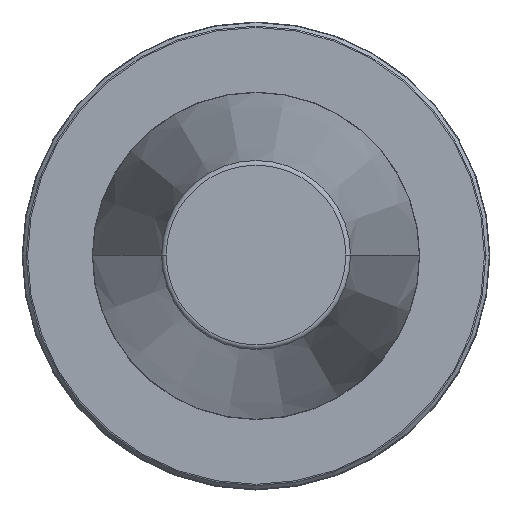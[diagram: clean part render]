
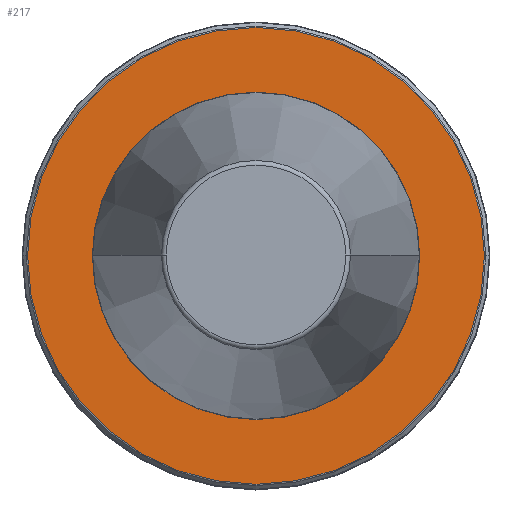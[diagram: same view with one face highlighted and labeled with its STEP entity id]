
A CAD part, top view. The second image highlights one B-rep face of the part: STEP entity #217.
In plain terms, the highlighted planar face has unit normal (0, 0, 1).
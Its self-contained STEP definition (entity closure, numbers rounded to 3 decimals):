
#14 = EDGE_CURVE ( 'NONE', #1889, #1938, #1205, .T. ) ;
#16 = FACE_BOUND ( 'NONE', #625, .T. ) ;
#21 = DIRECTION ( 'NONE',  ( 0., 0., 1. ) ) ;
#39 = PLANE ( 'NONE',  #2213 ) ;
#67 = ORIENTED_EDGE ( 'NONE', *, *, #14, .F. ) ;
#102 = CIRCLE ( 'NONE', #265, 35. ) ;
#127 = DIRECTION ( 'NONE',  ( 1., 0., 0. ) ) ;
#144 = ORIENTED_EDGE ( 'NONE', *, *, #440, .T. ) ;
#167 = CARTESIAN_POINT ( 'NONE',  ( -9.358, -10.978, -4.035 ) ) ;
#178 = FACE_OUTER_BOUND ( 'NONE', #822, .T. ) ;
#181 = EDGE_CURVE ( 'NONE', #939, #1018, #2111, .T. ) ;
#217 = ADVANCED_FACE ( 'NONE', ( #178, #16 ), #39, .T. ) ;
#265 = AXIS2_PLACEMENT_3D ( 'NONE', #2165, #21, #1221 ) ;
#292 = CARTESIAN_POINT ( 'NONE',  ( -44.358, -10.978, -4.035 ) ) ;
#357 = ORIENTED_EDGE ( 'NONE', *, *, #2191, .F. ) ;
#367 = DIRECTION ( 'NONE',  ( 0., 0., 1. ) ) ;
#388 = DIRECTION ( 'NONE',  ( 0., 0., 1. ) ) ;
#421 = CIRCLE ( 'NONE', #2044, 48.834 ) ;
#440 = EDGE_CURVE ( 'NONE', #1018, #939, #421, .T. ) ;
#548 = CARTESIAN_POINT ( 'NONE',  ( -44.358, -10.978, -4.035 ) ) ;
#625 = EDGE_LOOP ( 'NONE', ( #357, #67 ) ) ;
#627 = ORIENTED_EDGE ( 'NONE', *, *, #181, .T. ) ;
#822 = EDGE_LOOP ( 'NONE', ( #627, #144 ) ) ;
#939 = VERTEX_POINT ( 'NONE', #1613 ) ;
#1018 = VERTEX_POINT ( 'NONE', #1777 ) ;
#1146 = CARTESIAN_POINT ( 'NONE',  ( -44.358, -10.978, -4.035 ) ) ;
#1205 = CIRCLE ( 'NONE', #1725, 35. ) ;
#1221 = DIRECTION ( 'NONE',  ( 1., 0., 0. ) ) ;
#1367 = DIRECTION ( 'NONE',  ( 1., 0., 0. ) ) ;
#1484 = AXIS2_PLACEMENT_3D ( 'NONE', #548, #2169, #1367 ) ;
#1613 = CARTESIAN_POINT ( 'NONE',  ( 4.477, -10.978, -4.035 ) ) ;
#1723 = DIRECTION ( 'NONE',  ( 1., 0., 0. ) ) ;
#1725 = AXIS2_PLACEMENT_3D ( 'NONE', #292, #1742, #127 ) ;
#1742 = DIRECTION ( 'NONE',  ( 0., 0., 1. ) ) ;
#1777 = CARTESIAN_POINT ( 'NONE',  ( -93.192, -10.978, -4.035 ) ) ;
#1783 = CARTESIAN_POINT ( 'NONE',  ( -44.358, -10.978, -4.035 ) ) ;
#1867 = DIRECTION ( 'NONE',  ( 1., 0., 0. ) ) ;
#1889 = VERTEX_POINT ( 'NONE', #2161 ) ;
#1938 = VERTEX_POINT ( 'NONE', #167 ) ;
#2044 = AXIS2_PLACEMENT_3D ( 'NONE', #1146, #388, #1723 ) ;
#2111 = CIRCLE ( 'NONE', #1484, 48.834 ) ;
#2161 = CARTESIAN_POINT ( 'NONE',  ( -79.358, -10.978, -4.035 ) ) ;
#2165 = CARTESIAN_POINT ( 'NONE',  ( -44.358, -10.978, -4.035 ) ) ;
#2169 = DIRECTION ( 'NONE',  ( 0., 0., 1. ) ) ;
#2191 = EDGE_CURVE ( 'NONE', #1938, #1889, #102, .T. ) ;
#2213 = AXIS2_PLACEMENT_3D ( 'NONE', #1783, #367, #1867 ) ;
